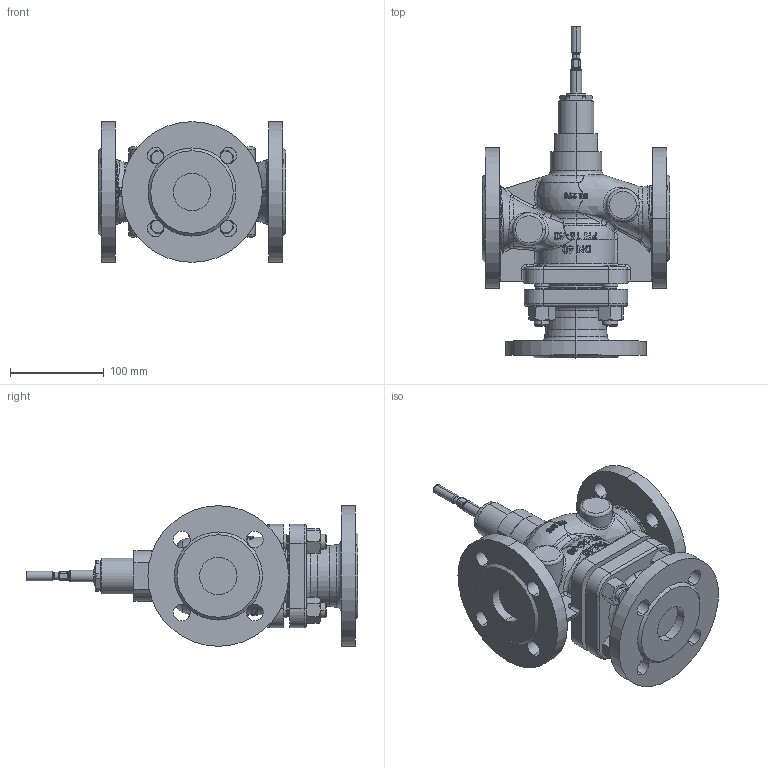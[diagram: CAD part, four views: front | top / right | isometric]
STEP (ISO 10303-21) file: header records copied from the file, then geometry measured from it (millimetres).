
FILE_DESCRIPTION (( 'STEP AP214' ), '1' );
FILE_NAME ('BR325 DN40 XXX PN16-40 for MC_STEP (Defeature).STEP', '2015-02-27T16:22:33', ( 'tdietz' ), ( '' ), 'SwSTEP 2.0', 'SolidWorks 2014', '' );
FILE_SCHEMA (( 'AUTOMOTIVE_DESIGN' ));
Length unit declared in the file: millimetre
Products named in the file (1): BR325 DN40 XXX PN16-40 for MC_STEP (Defeature)
Bounding box: 200 x 354 x 150 mm (x, y, z)
Volume: 2391066 mm3; surface area: 259921.3 mm2
Topology: 1 solids, 1 shells, 1065 faces, 2818 edges, 1808 vertices
Faces by surface type: plane 368, bspline 276, cylinder 208, cone 102, torus 88, sphere 23
Entity records: 202067 total; most frequent: CARTESIAN_POINT 175164, ORIENTED_EDGE 5582, DIRECTION 4413, EDGE_CURVE 2791, VERTEX_POINT 1792, AXIS2_PLACEMENT_3D 1751, EDGE_LOOP 1161, ADVANCED_FACE 1065
